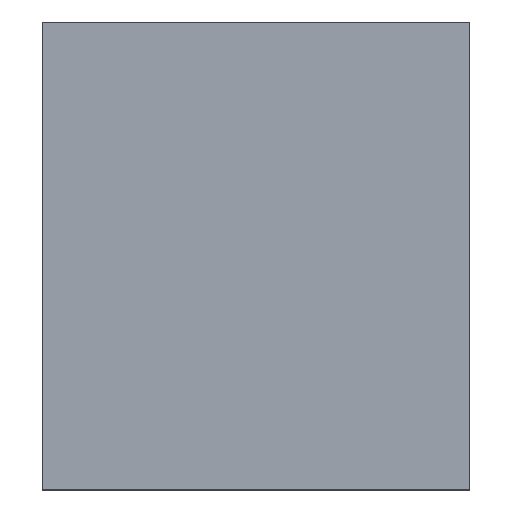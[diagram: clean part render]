
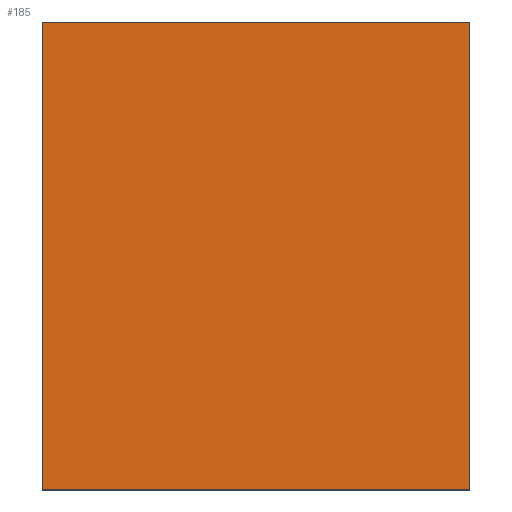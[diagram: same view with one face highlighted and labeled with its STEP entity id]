
A CAD part, top view. The second image highlights one B-rep face of the part: STEP entity #185.
In plain terms, the highlighted planar face has unit normal (0, 0, 1).
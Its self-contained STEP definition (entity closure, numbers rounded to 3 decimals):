
#132 = ORIENTED_EDGE ( 'NONE', *, *, #2646, .T. ) ;
#157 = CARTESIAN_POINT ( 'NONE',  ( -4.21, -4.6, 7. ) ) ;
#185 = ADVANCED_FACE ( 'NONE', ( #918 ), #3383, .T. ) ;
#193 = AXIS2_PLACEMENT_3D ( 'NONE', #3293, #498, #2462 ) ;
#316 = DIRECTION ( 'NONE',  ( 1., 0., 0. ) ) ;
#333 = CARTESIAN_POINT ( 'NONE',  ( 4.21, 4.6, 7. ) ) ;
#355 = CARTESIAN_POINT ( 'NONE',  ( 4.21, 4.6, 7. ) ) ;
#359 = VECTOR ( 'NONE', #2162, 1000. ) ;
#498 = DIRECTION ( 'NONE',  ( 0., 0., 1. ) ) ;
#629 = VECTOR ( 'NONE', #3114, 1000. ) ;
#651 = EDGE_CURVE ( 'NONE', #2823, #2417, #1026, .T. ) ;
#658 = LINE ( 'NONE', #2683, #359 ) ;
#918 = FACE_OUTER_BOUND ( 'NONE', #3009, .T. ) ;
#973 = EDGE_CURVE ( 'NONE', #1765, #2823, #658, .T. ) ;
#1026 = LINE ( 'NONE', #3521, #629 ) ;
#1205 = ORIENTED_EDGE ( 'NONE', *, *, #651, .T. ) ;
#1306 = EDGE_CURVE ( 'NONE', #2417, #1312, #3501, .T. ) ;
#1312 = VERTEX_POINT ( 'NONE', #2084 ) ;
#1500 = DIRECTION ( 'NONE',  ( 0., 1., 0. ) ) ;
#1765 = VERTEX_POINT ( 'NONE', #333 ) ;
#1835 = ORIENTED_EDGE ( 'NONE', *, *, #1306, .T. ) ;
#1847 = CARTESIAN_POINT ( 'NONE',  ( -4.21, 4.6, 7. ) ) ;
#2009 = CARTESIAN_POINT ( 'NONE',  ( -4.21, -4.6, 7. ) ) ;
#2084 = CARTESIAN_POINT ( 'NONE',  ( 4.21, -4.6, 7. ) ) ;
#2162 = DIRECTION ( 'NONE',  ( -1., 0., 0. ) ) ;
#2417 = VERTEX_POINT ( 'NONE', #2009 ) ;
#2462 = DIRECTION ( 'NONE',  ( 1., 0., 0. ) ) ;
#2646 = EDGE_CURVE ( 'NONE', #1312, #1765, #3197, .T. ) ;
#2683 = CARTESIAN_POINT ( 'NONE',  ( -4.21, 4.6, 7. ) ) ;
#2823 = VERTEX_POINT ( 'NONE', #1847 ) ;
#2834 = ORIENTED_EDGE ( 'NONE', *, *, #973, .T. ) ;
#3009 = EDGE_LOOP ( 'NONE', ( #132, #2834, #1205, #1835 ) ) ;
#3114 = DIRECTION ( 'NONE',  ( 0., -1., 0. ) ) ;
#3197 = LINE ( 'NONE', #355, #3412 ) ;
#3293 = CARTESIAN_POINT ( 'NONE',  ( 0., 0., 7. ) ) ;
#3369 = VECTOR ( 'NONE', #316, 1000. ) ;
#3383 = PLANE ( 'NONE',  #193 ) ;
#3412 = VECTOR ( 'NONE', #1500, 1000. ) ;
#3501 = LINE ( 'NONE', #157, #3369 ) ;
#3521 = CARTESIAN_POINT ( 'NONE',  ( -4.21, 4.6, 7. ) ) ;
